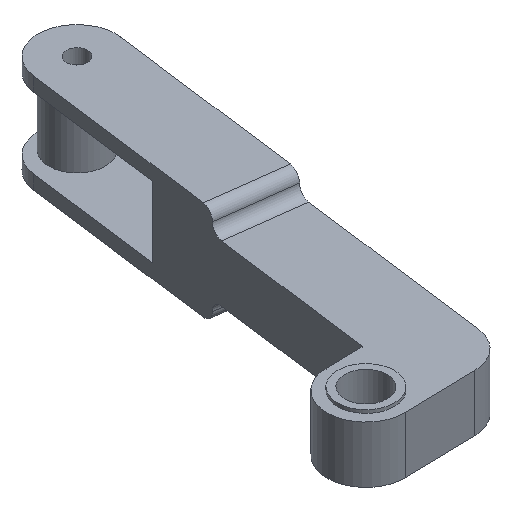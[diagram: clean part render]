
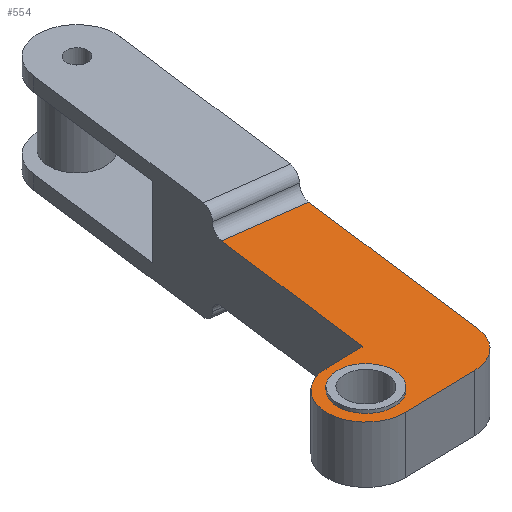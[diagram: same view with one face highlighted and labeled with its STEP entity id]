
A CAD part, isometric view. The second image highlights one B-rep face of the part: STEP entity #554.
In plain terms, the highlighted planar face has unit normal (0, 0, 1).
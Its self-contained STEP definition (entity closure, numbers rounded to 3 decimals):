
#68=FACE_BOUND('',#130,.T.);
#94=FACE_OUTER_BOUND('',#129,.T.);
#129=EDGE_LOOP('',(#487,#488,#489,#490,#491,#492,#493));
#130=EDGE_LOOP('',(#494));
#151=LINE('',#894,#191);
#157=LINE('',#920,#197);
#167=LINE('',#946,#207);
#175=LINE('',#975,#215);
#177=LINE('',#982,#217);
#191=VECTOR('',#702,10.);
#197=VECTOR('',#726,10.);
#207=VECTOR('',#756,10.);
#215=VECTOR('',#792,10.);
#217=VECTOR('',#800,10.);
#244=CIRCLE('',#641,4.);
#245=CIRCLE('',#644,5.5);
#246=CIRCLE('',#647,5.5);
#267=VERTEX_POINT('',#891);
#268=VERTEX_POINT('',#893);
#278=VERTEX_POINT('',#917);
#279=VERTEX_POINT('',#919);
#291=VERTEX_POINT('',#969);
#292=VERTEX_POINT('',#973);
#293=VERTEX_POINT('',#977);
#294=VERTEX_POINT('',#981);
#316=EDGE_CURVE('',#268,#267,#151,.T.);
#329=EDGE_CURVE('',#279,#278,#157,.T.);
#344=EDGE_CURVE('',#268,#278,#167,.T.);
#354=EDGE_CURVE('',#291,#291,#244,.T.);
#357=EDGE_CURVE('',#267,#292,#175,.T.);
#358=EDGE_CURVE('',#293,#279,#245,.T.);
#360=EDGE_CURVE('',#294,#293,#177,.T.);
#362=EDGE_CURVE('',#292,#294,#246,.T.);
#487=ORIENTED_EDGE('',*,*,#344,.F.);
#488=ORIENTED_EDGE('',*,*,#316,.T.);
#489=ORIENTED_EDGE('',*,*,#357,.T.);
#490=ORIENTED_EDGE('',*,*,#362,.T.);
#491=ORIENTED_EDGE('',*,*,#360,.T.);
#492=ORIENTED_EDGE('',*,*,#358,.T.);
#493=ORIENTED_EDGE('',*,*,#329,.T.);
#494=ORIENTED_EDGE('',*,*,#354,.T.);
#528=PLANE('',#648);
#554=ADVANCED_FACE('',(#94,#68),#528,.T.);
#641=AXIS2_PLACEMENT_3D('',#970,#786,#787);
#644=AXIS2_PLACEMENT_3D('',#978,#795,#796);
#647=AXIS2_PLACEMENT_3D('',#985,#804,#805);
#648=AXIS2_PLACEMENT_3D('',#986,#806,#807);
#702=DIRECTION('',(-0.15,-0.989,0.));
#726=DIRECTION('',(0.15,0.989,0.));
#756=DIRECTION('',(0.989,-0.15,0.));
#786=DIRECTION('center_axis',(0.,0.,
-1.));
#787=DIRECTION('ref_axis',(1.,0.,0.));
#792=DIRECTION('',(-1.,0.,0.));
#795=DIRECTION('center_axis',(0.,0.,
1.));
#796=DIRECTION('ref_axis',(1.,0.,0.));
#800=DIRECTION('',(1.,0.,0.));
#804=DIRECTION('center_axis',(0.,0.,
1.));
#805=DIRECTION('ref_axis',(1.,0.,0.));
#806=DIRECTION('center_axis',(0.,0.,
1.));
#807=DIRECTION('ref_axis',(1.,0.,0.));
#891=CARTESIAN_POINT('',(39.772,5.9,4.));
#893=CARTESIAN_POINT('',(43.234,28.688,4.));
#894=CARTESIAN_POINT('',(47.856,59.116,4.));
#917=CARTESIAN_POINT('',(54.109,27.036,4.));
#919=CARTESIAN_POINT('',(49.938,-0.426,4.));
#920=CARTESIAN_POINT('',(58.731,57.464,4.));
#946=CARTESIAN_POINT('',(43.729,28.613,4.));
#969=CARTESIAN_POINT('',(30.5,0.4,4.));
#970=CARTESIAN_POINT('Origin',(34.5,0.4,4.));
#973=CARTESIAN_POINT('',(34.5,5.9,4.));
#975=CARTESIAN_POINT('',(34.5,5.9,4.));
#977=CARTESIAN_POINT('',(44.5,-5.1,4.));
#978=CARTESIAN_POINT('Origin',(44.5,0.4,4.));
#981=CARTESIAN_POINT('',(34.5,-5.1,4.));
#982=CARTESIAN_POINT('',(34.5,-5.1,4.));
#985=CARTESIAN_POINT('Origin',(34.5,0.4,4.));
#986=CARTESIAN_POINT('Origin',(43.146,21.444,4.));
